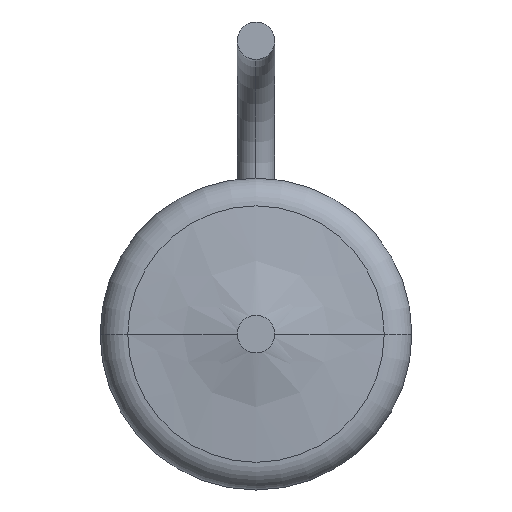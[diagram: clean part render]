
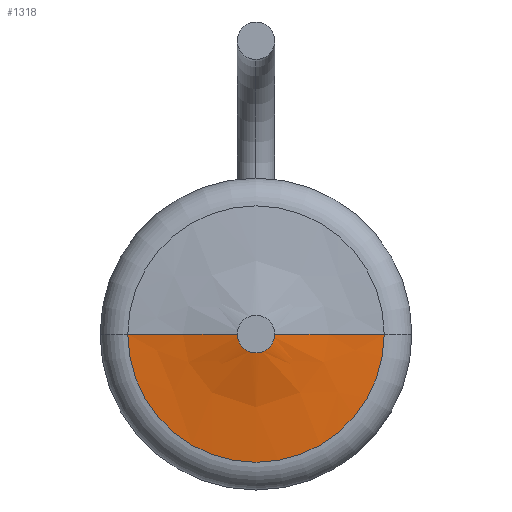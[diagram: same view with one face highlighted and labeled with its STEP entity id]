
A CAD part, left-side view. The second image highlights one B-rep face of the part: STEP entity #1318.
In plain terms, the highlighted free-form (B-spline) face has degree [2, 3] with [3, 4] control points.
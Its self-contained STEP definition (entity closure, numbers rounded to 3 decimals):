
#32 = CIRCLE ( 'NONE', #1642, 0.325 ) ;
#94 = CARTESIAN_POINT ( 'NONE',  ( -7.126, -2.22, 0. ) ) ;
#102 = CARTESIAN_POINT ( 'NONE',  ( -7.126, -2.22, -4.441 ) ) ;
#122 = EDGE_CURVE ( 'NONE', #732, #268, #1770, .T. ) ;
#135 =( BOUNDED_SURFACE ( )  B_SPLINE_SURFACE ( 2, 3, ( 
 ( #262, #1287, #102, #94 ),
 ( #421, #2124, #1633, #773 ),
 ( #1296, #254, #1473, #429 ) ),
 .UNSPECIFIED., .F., .F., .F. ) 
 B_SPLINE_SURFACE_WITH_KNOTS ( ( 3, 3 ),
 ( 4, 4 ),
 ( 0.175, 0.878 ),
 ( 0., 1. ),
 .UNSPECIFIED. ) 
 GEOMETRIC_REPRESENTATION_ITEM ( )  RATIONAL_B_SPLINE_SURFACE ( (
 ( 1., 0.333, 0.333, 1.),
 ( 1., 0.333, 0.333, 1.),
 ( 1., 0.333, 0.333, 1.) ) ) 
 REPRESENTATION_ITEM ( '' )  SURFACE ( )  );
#197 = EDGE_CURVE ( 'NONE', #1911, #486, #1352, .T. ) ;
#254 = CARTESIAN_POINT ( 'NONE',  ( -7.409, 0.325, -0.65 ) ) ;
#262 = CARTESIAN_POINT ( 'NONE',  ( -7.126, 2.22, 0. ) ) ;
#268 = VERTEX_POINT ( 'NONE', #664 ) ;
#271 = CARTESIAN_POINT ( 'NONE',  ( -7.165, 1.26, 0. ) ) ;
#383 = EDGE_CURVE ( 'NONE', #486, #268, #32, .T. ) ;
#421 = CARTESIAN_POINT ( 'NONE',  ( -7.165, 1.26, 0. ) ) ;
#429 = CARTESIAN_POINT ( 'NONE',  ( -7.409, -0.325, 0. ) ) ;
#458 = ORIENTED_EDGE ( 'NONE', *, *, #122, .F. ) ;
#472 = CARTESIAN_POINT ( 'NONE',  ( -7.126, -2.22, 0. ) ) ;
#486 = VERTEX_POINT ( 'NONE', #1074 ) ;
#574 = CIRCLE ( 'NONE', #776, 2.22 ) ;
#588 = ORIENTED_EDGE ( 'NONE', *, *, #383, .T. ) ;
#663 = CARTESIAN_POINT ( 'NONE',  ( -7.409, -0.325, 0. ) ) ;
#664 = CARTESIAN_POINT ( 'NONE',  ( -7.409, 0.325, 0. ) ) ;
#732 = VERTEX_POINT ( 'NONE', #2091 ) ;
#764 = CARTESIAN_POINT ( 'NONE',  ( -7.126, 2.22, 0. ) ) ;
#773 = CARTESIAN_POINT ( 'NONE',  ( -7.165, -1.26, 0. ) ) ;
#776 = AXIS2_PLACEMENT_3D ( 'NONE', #1675, #1148, #1839 ) ;
#823 = DIRECTION ( 'NONE',  ( 1., 0., 0. ) ) ;
#845 = DIRECTION ( 'NONE',  ( 1., 0., 0. ) ) ;
#1025 = DIRECTION ( 'NONE',  ( 0., -1., 0. ) ) ;
#1074 = CARTESIAN_POINT ( 'NONE',  ( -7.409, 0., -0.325 ) ) ;
#1130 = EDGE_CURVE ( 'NONE', #1777, #1911, #1878, .T. ) ;
#1146 = DIRECTION ( 'NONE',  ( 0., -1., 0. ) ) ;
#1148 = DIRECTION ( 'NONE',  ( -1., 0., 0. ) ) ;
#1196 = AXIS2_PLACEMENT_3D ( 'NONE', #1351, #823, #1146 ) ;
#1287 = CARTESIAN_POINT ( 'NONE',  ( -7.126, 2.22, -4.441 ) ) ;
#1291 = ORIENTED_EDGE ( 'NONE', *, *, #2172, .T. ) ;
#1296 = CARTESIAN_POINT ( 'NONE',  ( -7.409, 0.325, 0. ) ) ;
#1318 = ADVANCED_FACE ( 'NONE', ( #2093 ), #135, .F. ) ;
#1351 = CARTESIAN_POINT ( 'NONE',  ( -7.409, 0., 0. ) ) ;
#1352 = CIRCLE ( 'NONE', #1196, 0.325 ) ;
#1439 = EDGE_LOOP ( 'NONE', ( #1291, #1619, #2167, #588, #458 ) ) ;
#1473 = CARTESIAN_POINT ( 'NONE',  ( -7.409, -0.325, -0.65 ) ) ;
#1527 = CARTESIAN_POINT ( 'NONE',  ( -7.409, 0., 0. ) ) ;
#1619 = ORIENTED_EDGE ( 'NONE', *, *, #1130, .T. ) ;
#1633 = CARTESIAN_POINT ( 'NONE',  ( -7.165, -1.26, -2.521 ) ) ;
#1642 = AXIS2_PLACEMENT_3D ( 'NONE', #1527, #845, #1025 ) ;
#1675 = CARTESIAN_POINT ( 'NONE',  ( -7.126, 0., 0. ) ) ;
#1684 = CARTESIAN_POINT ( 'NONE',  ( -7.126, -2.22, 0. ) ) ;
#1770 = B_SPLINE_CURVE_WITH_KNOTS ( 'NONE', 2,
 ( #764, #271, #2121 ),
 .UNSPECIFIED., .F., .F.,
 ( 3, 3 ),
 ( 0.175, 0.878 ),
 .UNSPECIFIED. ) ;
#1777 = VERTEX_POINT ( 'NONE', #1684 ) ;
#1809 = CARTESIAN_POINT ( 'NONE',  ( -7.165, -1.26, 0. ) ) ;
#1839 = DIRECTION ( 'NONE',  ( 0., -1., 0. ) ) ;
#1878 = B_SPLINE_CURVE_WITH_KNOTS ( 'NONE', 2,
 ( #472, #1809, #663 ),
 .UNSPECIFIED., .F., .F.,
 ( 3, 3 ),
 ( 0.175, 0.878 ),
 .UNSPECIFIED. ) ;
#1911 = VERTEX_POINT ( 'NONE', #2085 ) ;
#2085 = CARTESIAN_POINT ( 'NONE',  ( -7.409, -0.325, 0. ) ) ;
#2091 = CARTESIAN_POINT ( 'NONE',  ( -7.126, 2.22, 0. ) ) ;
#2093 = FACE_OUTER_BOUND ( 'NONE', #1439, .T. ) ;
#2121 = CARTESIAN_POINT ( 'NONE',  ( -7.409, 0.325, 0. ) ) ;
#2124 = CARTESIAN_POINT ( 'NONE',  ( -7.165, 1.26, -2.521 ) ) ;
#2167 = ORIENTED_EDGE ( 'NONE', *, *, #197, .T. ) ;
#2172 = EDGE_CURVE ( 'NONE', #732, #1777, #574, .T. ) ;
